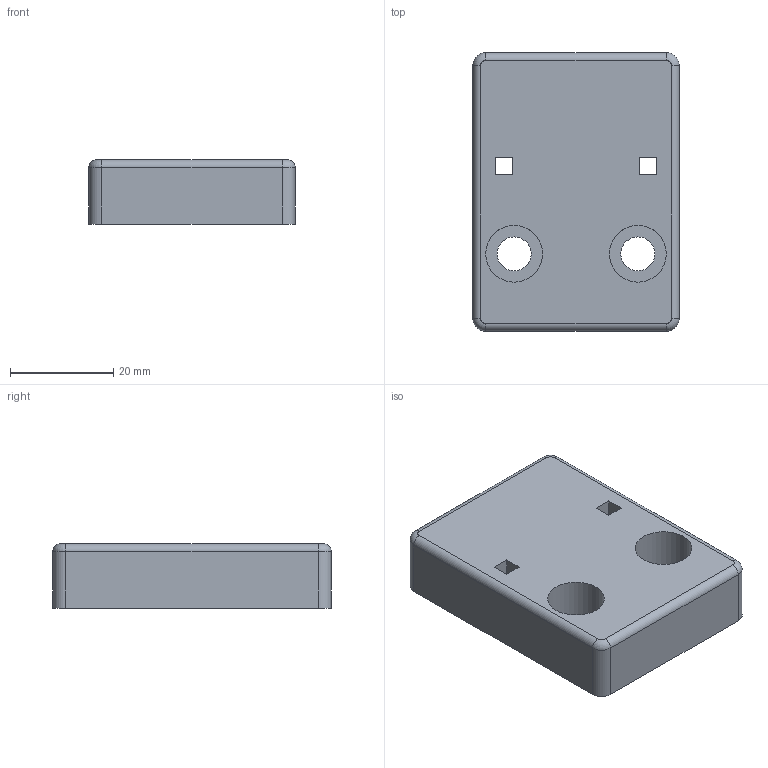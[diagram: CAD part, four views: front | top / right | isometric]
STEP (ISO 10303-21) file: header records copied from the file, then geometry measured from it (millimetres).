
FILE_DESCRIPTION (( 'STEP AP203' ), '1' );
FILE_NAME ('56 10 01 12.STEP', '2013-08-06T10:18:51', ( ' ' ), ( ' ' ), 'SwSTEP 2.0', 'SolidWorks 2010', '' );
FILE_SCHEMA (( 'CONFIG_CONTROL_DESIGN' ));
Length unit declared in the file: millimetre
Products named in the file (1): 56 10 01 12
Bounding box: 40 x 54 x 12.5 mm (x, y, z)
Volume: 11104.2 mm3; surface area: 9973.3 mm2
Topology: 1 solids, 1 shells, 45 faces, 112 edges, 72 vertices
Faces by surface type: plane 25, cylinder 16, torus 4
Full cylindrical faces by diameter (mm): 6.6 x2, 11 x2
Entity records: 1411 total; most frequent: DIRECTION 236, CARTESIAN_POINT 226, ORIENTED_EDGE 216, EDGE_CURVE 108, AXIS2_PLACEMENT_3D 82, VERTEX_POINT 72, LINE 72, VECTOR 72
